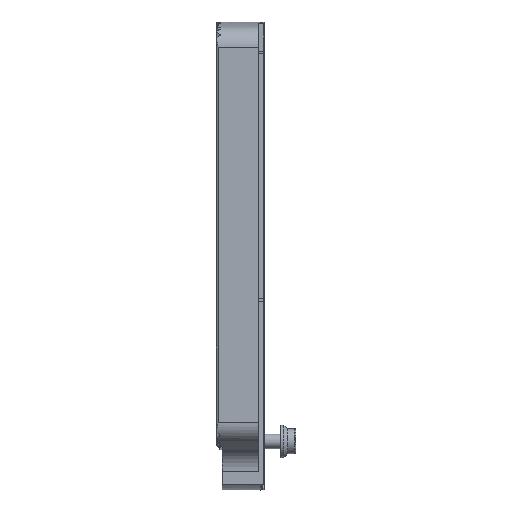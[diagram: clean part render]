
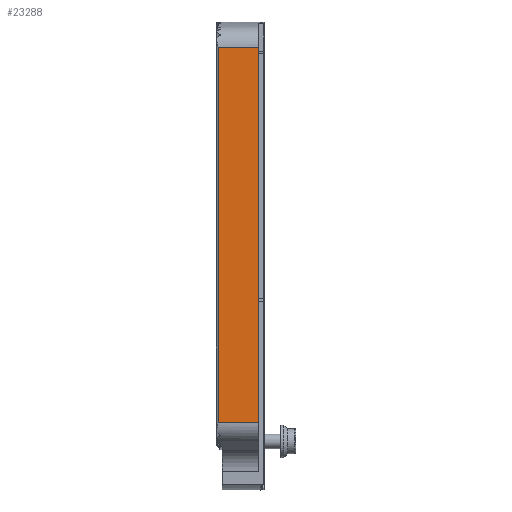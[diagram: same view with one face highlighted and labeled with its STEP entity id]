
A CAD part, front view. The second image highlights one B-rep face of the part: STEP entity #23288.
In plain terms, the highlighted planar face has unit normal (0, -1, 0).
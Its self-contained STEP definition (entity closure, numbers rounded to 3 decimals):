
#82 = DIRECTION ( 'NONE',  ( 0., 0., 1. ) ) ;
#4588 = CARTESIAN_POINT ( 'NONE',  ( -1.42, -22.5, 149.358 ) ) ;
#4614 = VERTEX_POINT ( 'NONE', #9716 ) ;
#4746 = LINE ( 'NONE', #18095, #14700 ) ;
#8372 = CARTESIAN_POINT ( 'NONE',  ( 0.58, -22.5, 162. ) ) ;
#9716 = CARTESIAN_POINT ( 'NONE',  ( -15., -22.5, 22.662 ) ) ;
#10409 = EDGE_CURVE ( 'NONE', #4614, #41178, #34352, .T. ) ;
#10557 = AXIS2_PLACEMENT_3D ( 'NONE', #8372, #29754, #40521 ) ;
#10560 = DIRECTION ( 'NONE',  ( 1., 0., 0. ) ) ;
#11650 = VECTOR ( 'NONE', #42904, 1000. ) ;
#12069 = PLANE ( 'NONE',  #10557 ) ;
#12396 = ORIENTED_EDGE ( 'NONE', *, *, #16060, .F. ) ;
#14700 = VECTOR ( 'NONE', #10560, 1000. ) ;
#16060 = EDGE_CURVE ( 'NONE', #20045, #34982, #20355, .T. ) ;
#17361 = DIRECTION ( 'NONE',  ( 0., 0., -1. ) ) ;
#17623 = CARTESIAN_POINT ( 'NONE',  ( -1.42, -22.5, 0. ) ) ;
#18095 = CARTESIAN_POINT ( 'NONE',  ( -15.58, -22.5, 149.358 ) ) ;
#20045 = VERTEX_POINT ( 'NONE', #4588 ) ;
#20355 = LINE ( 'NONE', #17623, #39676 ) ;
#21006 = ORIENTED_EDGE ( 'NONE', *, *, #28032, .F. ) ;
#21101 = VECTOR ( 'NONE', #82, 1000. ) ;
#22047 = FACE_OUTER_BOUND ( 'NONE', #36672, .T. ) ;
#22757 = EDGE_CURVE ( 'NONE', #4614, #34982, #24249, .T. ) ;
#23288 = ADVANCED_FACE ( 'NONE', ( #22047 ), #12069, .F. ) ;
#24249 = LINE ( 'NONE', #35548, #11650 ) ;
#28032 = EDGE_CURVE ( 'NONE', #41178, #20045, #4746, .T. ) ;
#28731 = CARTESIAN_POINT ( 'NONE',  ( -15., -22.5, 162. ) ) ;
#29201 = ORIENTED_EDGE ( 'NONE', *, *, #22757, .T. ) ;
#29754 = DIRECTION ( 'NONE',  ( 0., 1., 0. ) ) ;
#31856 = CARTESIAN_POINT ( 'NONE',  ( -1.42, -22.5, 22.662 ) ) ;
#34352 = LINE ( 'NONE', #28731, #21101 ) ;
#34982 = VERTEX_POINT ( 'NONE', #31856 ) ;
#35548 = CARTESIAN_POINT ( 'NONE',  ( -15.58, -22.5, 22.662 ) ) ;
#36135 = CARTESIAN_POINT ( 'NONE',  ( -15., -22.5, 149.358 ) ) ;
#36672 = EDGE_LOOP ( 'NONE', ( #45361, #29201, #12396, #21006 ) ) ;
#39676 = VECTOR ( 'NONE', #17361, 1000. ) ;
#40521 = DIRECTION ( 'NONE',  ( -1., 0., 0. ) ) ;
#41178 = VERTEX_POINT ( 'NONE', #36135 ) ;
#42904 = DIRECTION ( 'NONE',  ( 1., 0., 0. ) ) ;
#45361 = ORIENTED_EDGE ( 'NONE', *, *, #10409, .F. ) ;
